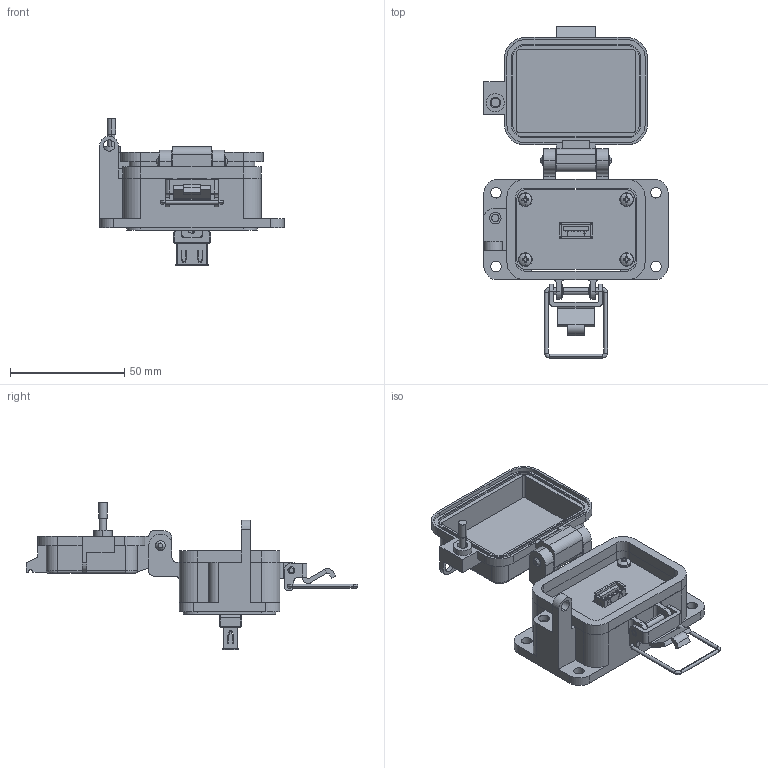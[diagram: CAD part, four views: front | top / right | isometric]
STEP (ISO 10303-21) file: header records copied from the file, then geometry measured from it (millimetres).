
FILE_DESCRIPTION (( 'STEP AP214' ), '1' );
FILE_NAME ('P-P22-B3RX_3D.STEP', '2017-09-11T17:34:35', ( '' ), ( '' ), 'SwSTEP 2.0', 'SolidWorks 2017', '' );
FILE_SCHEMA (( 'AUTOMOTIVE_DESIGN' ));
Length unit declared in the file: millimetre
Products named in the file (7): Z-H-B3; P22; Z-300-USB-A-FF; P-P22-B3RX_FP; P-P22-B3RX_BP; P-P22-B3RX_3D; 92005A124_METRIC PAN HEAD PHILLIPS MACHINE SCREW_92005A124
Assembly tree (9 placements, depth 3):
  P-P22-B3RX_3D
    P-P22-B3RX_BP
    P-P22-B3RX_FP
    P22
      Z-300-USB-A-FF
    Z-H-B3
    92005A124_METRIC PAN HEAD PHILLIPS MACHINE SCREW_92005A124  x4
Bounding box: 80.57 x 145.03 x 64.33 mm (x, y, z)
Volume: 59860.2 mm3; surface area: 49188.2 mm2
Topology: 17 solids, 17 shells, 1724 faces, 4843 edges, 3190 vertices
Faces by surface type: cylinder 860, plane 691, bspline 85, cone 44, sphere 24, torus 20
Entity records: 46210 total; most frequent: CARTESIAN_POINT 12447, ORIENTED_EDGE 6498, DIRECTION 5684, EDGE_CURVE 3249, VERTEX_POINT 2143, VECTOR 2134, LINE 2134, AXIS2_PLACEMENT_3D 1775
